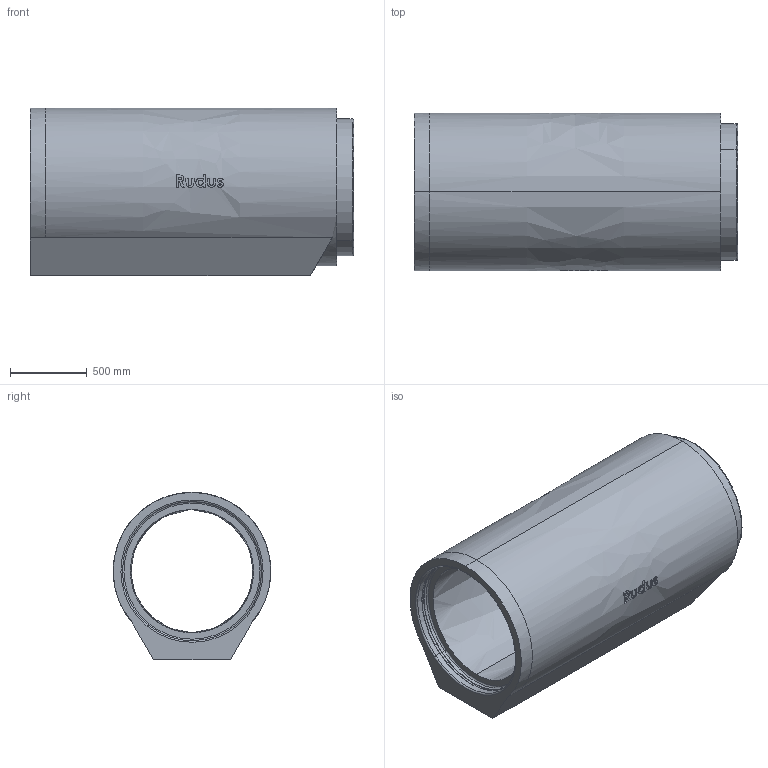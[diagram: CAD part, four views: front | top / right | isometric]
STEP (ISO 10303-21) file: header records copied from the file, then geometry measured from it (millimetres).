
FILE_DESCRIPTION (( 'STEP AP203' ), '1' );
FILE_NAME ('Rudus 12082041 EK-jalkaputki 800x2000.step', '2020-03-05T19:43:28', ( '' ), ( '' ), 'SwSTEP 2.0', 'SolidWorks 2019', '' );
FILE_SCHEMA (( 'CONFIG_CONTROL_DESIGN' ));
Length unit declared in the file: millimetre
Products named in the file (2): EK-osa-putkirunko_Jalkaputki; Rudus 12082041 EK-jalkaputki 800x2000
Assembly tree (1 placements, depth 2):
  Rudus 12082041 EK-jalkaputki 800x2000
    EK-osa-putkirunko_Jalkaputki
Bounding box: 2100 x 1024 x 1087 mm (x, y, z)
Volume: 743715103.9 mm3; surface area: 13836029.6 mm2
Topology: 1 solids, 1 shells, 113 faces, 379 edges, 279 vertices
Faces by surface type: bspline 60, plane 31, cylinder 14, torus 6, cone 2
Entity records: 22971 total; most frequent: CARTESIAN_POINT 19944, ORIENTED_EDGE 758, EDGE_CURVE 379, DIRECTION 368, VERTEX_POINT 279, B_SPLINE_CURVE_WITH_KNOTS 234, AXIS2_PLACEMENT_3D 168, EDGE_LOOP 126
